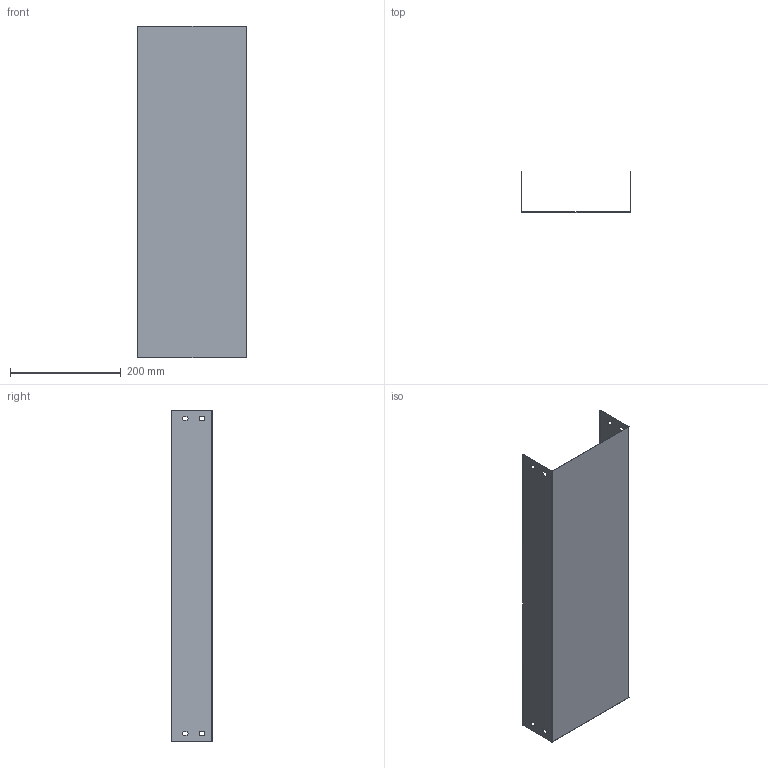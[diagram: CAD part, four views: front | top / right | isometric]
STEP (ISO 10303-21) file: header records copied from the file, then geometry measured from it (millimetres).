
FILE_DESCRIPTION (( 'STEP AP203' ), '1' );
FILE_NAME ('Òåëåñêîïè÷åñêèé ðàñøèðåòåëü ëîòêîâ_35304600.STEP', '2012-11-14T09:12:40', ( 'Àñååâ' ), ( '' ), 'SwSTEP 2.0', 'SolidWorks 2012', '' );
FILE_SCHEMA (( 'CONFIG_CONTROL_DESIGN' ));
Length unit declared in the file: millimetre
Products named in the file (1): Òåëåñêîïè÷åñêèé ðàñøèðåòåëü ëîòêîâ_35304600
Bounding box: 197.5 x 74.35 x 600 mm (x, y, z)
Volume: 164754.4 mm3; surface area: 413586.3 mm2
Topology: 1 solids, 1 shells, 46 faces, 132 edges, 88 vertices
Faces by surface type: plane 26, cylinder 20
Entity records: 1625 total; most frequent: CARTESIAN_POINT 267, DIRECTION 266, ORIENTED_EDGE 264, EDGE_CURVE 132, VECTOR 92, LINE 92, VERTEX_POINT 88, AXIS2_PLACEMENT_3D 87
